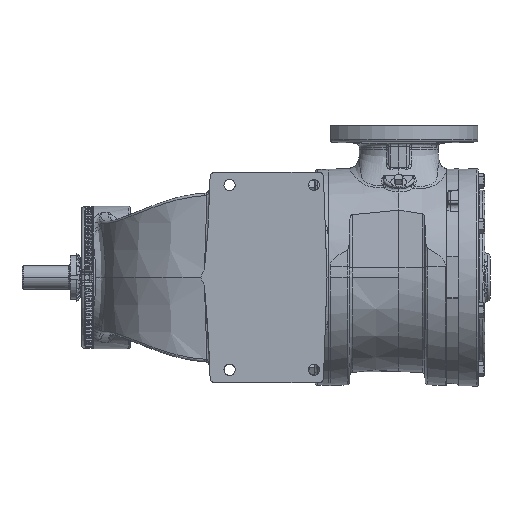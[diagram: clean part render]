
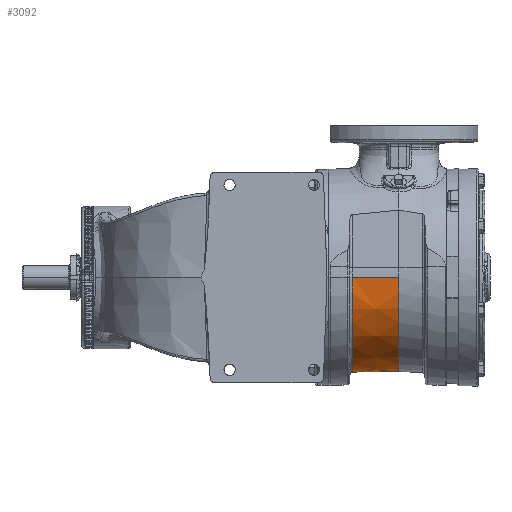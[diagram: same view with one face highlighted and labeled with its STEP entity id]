
A CAD part, front view. The second image highlights one B-rep face of the part: STEP entity #3092.
In plain terms, the highlighted conical face has half-angle 1 degrees and reference radius 113.665 mm.
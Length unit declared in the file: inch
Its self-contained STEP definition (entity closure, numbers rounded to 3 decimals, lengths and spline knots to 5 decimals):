
#1027 = EDGE_CURVE ( 'NONE', #38641, #128556, #101506, .T. ) ;
#2073 = DIRECTION ( 'NONE',  ( 0., -1., 0. ) ) ;
#3092 = ADVANCED_FACE ( 'NONE', ( #60851 ), #77252, .T. ) ;
#4382 = AXIS2_PLACEMENT_3D ( 'NONE', #171533, #81768, #186709 ) ;
#6957 = ORIENTED_EDGE ( 'NONE', *, *, #154056, .F. ) ;
#8621 = EDGE_LOOP ( 'NONE', ( #184499, #176167, #6957, #138651 ) ) ;
#38641 = VERTEX_POINT ( 'NONE', #103884 ) ;
#41602 = VECTOR ( 'NONE', #59814, 39.37008 ) ;
#43938 = DIRECTION ( 'NONE',  ( -1., 0., 0. ) ) ;
#44831 = CARTESIAN_POINT ( 'NONE',  ( 1.03166, 0.47199, -4.49064 ) ) ;
#59442 = DIRECTION ( 'NONE',  ( -1., -0.017, 0. ) ) ;
#59814 = DIRECTION ( 'NONE',  ( -1., 0.002, -0.017 ) ) ;
#60851 = FACE_OUTER_BOUND ( 'NONE', #8621, .T. ) ;
#72259 = EDGE_CURVE ( 'NONE', #74932, #38641, #90527, .T. ) ;
#74932 = VERTEX_POINT ( 'NONE', #164675 ) ;
#77252 = CONICAL_SURFACE ( 'NONE', #99373, 4.475, 0.017 ) ;
#78799 = CARTESIAN_POINT ( 'NONE',  ( 1.14552, 0., 0. ) ) ;
#81385 = CIRCLE ( 'NONE', #124037, 4.51339 ) ;
#81768 = DIRECTION ( 'NONE',  ( -1., 0., 0. ) ) ;
#90527 = CIRCLE ( 'NONE', #4382, 4.475 ) ;
#93532 = CARTESIAN_POINT ( 'NONE',  ( 3.345, -4.475, 0. ) ) ;
#93918 = DIRECTION ( 'NONE',  ( 0., 1., 0. ) ) ;
#99373 = AXIS2_PLACEMENT_3D ( 'NONE', #186505, #43938, #2073 ) ;
#101506 = LINE ( 'NONE', #93532, #176518 ) ;
#103884 = CARTESIAN_POINT ( 'NONE',  ( 3.345, -4.475, 0. ) ) ;
#106928 = CARTESIAN_POINT ( 'NONE',  ( 1.14552, -4.51339, 0. ) ) ;
#116581 = LINE ( 'NONE', #44831, #41602 ) ;
#124037 = AXIS2_PLACEMENT_3D ( 'NONE', #78799, #183754, #93918 ) ;
#128556 = VERTEX_POINT ( 'NONE', #106928 ) ;
#138651 = ORIENTED_EDGE ( 'NONE', *, *, #178103, .F. ) ;
#154056 = EDGE_CURVE ( 'NONE', #160133, #128556, #81385, .T. ) ;
#160133 = VERTEX_POINT ( 'NONE', #161616 ) ;
#161616 = CARTESIAN_POINT ( 'NONE',  ( 1.14552, 0.47178, -4.48867 ) ) ;
#164675 = CARTESIAN_POINT ( 'NONE',  ( 3.345, 0.46776, -4.45049 ) ) ;
#171533 = CARTESIAN_POINT ( 'NONE',  ( 3.345, 0., 0. ) ) ;
#176167 = ORIENTED_EDGE ( 'NONE', *, *, #1027, .T. ) ;
#176518 = VECTOR ( 'NONE', #59442, 39.37008 ) ;
#178103 = EDGE_CURVE ( 'NONE', #74932, #160133, #116581, .T. ) ;
#183754 = DIRECTION ( 'NONE',  ( -1., 0., 0. ) ) ;
#184499 = ORIENTED_EDGE ( 'NONE', *, *, #72259, .T. ) ;
#186505 = CARTESIAN_POINT ( 'NONE',  ( 3.345, 0., 0. ) ) ;
#186709 = DIRECTION ( 'NONE',  ( 0., -1., 0. ) ) ;
